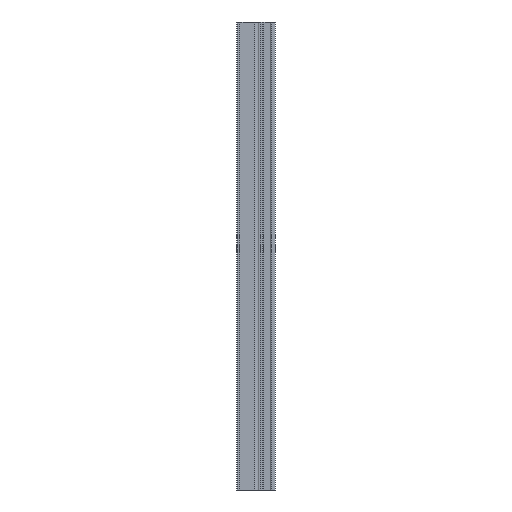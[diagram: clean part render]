
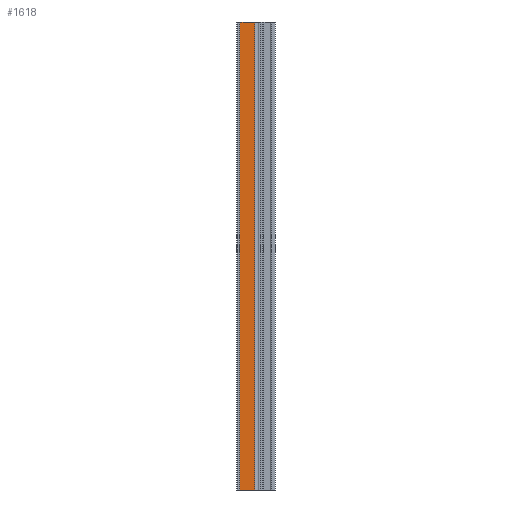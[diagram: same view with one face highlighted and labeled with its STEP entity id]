
A CAD part, front view. The second image highlights one B-rep face of the part: STEP entity #1618.
In plain terms, the highlighted planar face has unit normal (0, -1, 0).
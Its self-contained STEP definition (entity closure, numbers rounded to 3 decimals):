
#209 = VERTEX_POINT('',#210);
#210 = CARTESIAN_POINT('',(-13.5,-3.5,0.));
#216 = EDGE_CURVE('',#209,#217,#219,.T.);
#217 = VERTEX_POINT('',#218);
#218 = CARTESIAN_POINT('',(0.25,-3.5,0.));
#219 = LINE('',#220,#221);
#220 = CARTESIAN_POINT('',(-13.5,-3.5,0.));
#221 = VECTOR('',#222,1.);
#222 = DIRECTION('',(1.,0.,0.));
#1576 = VERTEX_POINT('',#1577);
#1577 = CARTESIAN_POINT('',(-13.5,-3.5,431.8));
#1583 = EDGE_CURVE('',#209,#1576,#1584,.T.);
#1584 = LINE('',#1585,#1586);
#1585 = CARTESIAN_POINT('',(-13.5,-3.5,0.));
#1586 = VECTOR('',#1587,1.);
#1587 = DIRECTION('',(0.,0.,1.));
#1618 = ADVANCED_FACE('',(#1619),#1637,.F.);
#1619 = FACE_BOUND('',#1620,.F.);
#1620 = EDGE_LOOP('',(#1621,#1622,#1623,#1631));
#1621 = ORIENTED_EDGE('',*,*,#216,.F.);
#1622 = ORIENTED_EDGE('',*,*,#1583,.T.);
#1623 = ORIENTED_EDGE('',*,*,#1624,.T.);
#1624 = EDGE_CURVE('',#1576,#1625,#1627,.T.);
#1625 = VERTEX_POINT('',#1626);
#1626 = CARTESIAN_POINT('',(0.25,-3.5,431.8));
#1627 = LINE('',#1628,#1629);
#1628 = CARTESIAN_POINT('',(-13.5,-3.5,431.8));
#1629 = VECTOR('',#1630,1.);
#1630 = DIRECTION('',(1.,0.,0.));
#1631 = ORIENTED_EDGE('',*,*,#1632,.F.);
#1632 = EDGE_CURVE('',#217,#1625,#1633,.T.);
#1633 = LINE('',#1634,#1635);
#1634 = CARTESIAN_POINT('',(0.25,-3.5,0.));
#1635 = VECTOR('',#1636,1.);
#1636 = DIRECTION('',(0.,0.,1.));
#1637 = PLANE('',#1638);
#1638 = AXIS2_PLACEMENT_3D('',#1639,#1640,#1641);
#1639 = CARTESIAN_POINT('',(-13.5,-3.5,0.));
#1640 = DIRECTION('',(0.,1.,0.));
#1641 = DIRECTION('',(1.,0.,0.));
